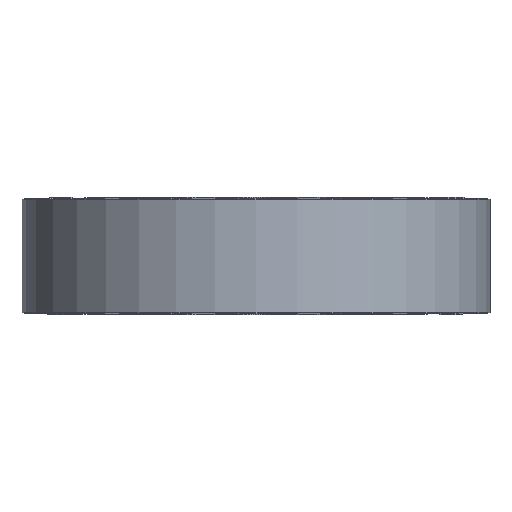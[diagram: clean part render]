
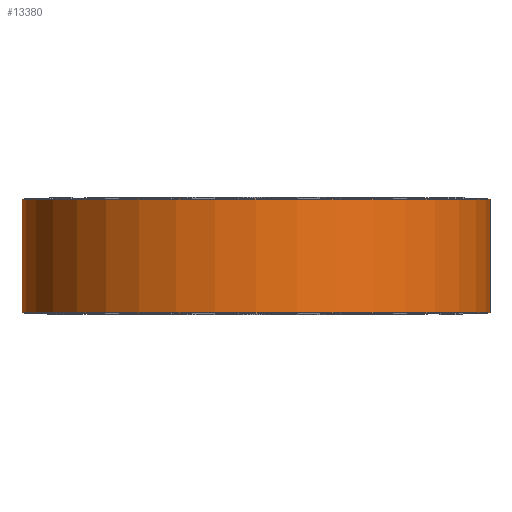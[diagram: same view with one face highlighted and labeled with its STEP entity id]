
A CAD part, front view. The second image highlights one B-rep face of the part: STEP entity #13380.
In plain terms, the highlighted cylindrical face has radius 50.8 mm (diameter 101.6 mm), a partial arc.
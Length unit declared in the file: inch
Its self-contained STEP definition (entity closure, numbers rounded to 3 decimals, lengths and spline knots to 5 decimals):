
#280 = CARTESIAN_POINT ( 'NONE',  ( 0., -2., -0.48691 ) ) ;
#524 = VECTOR ( 'NONE', #11587, 39.37008 ) ;
#708 = CARTESIAN_POINT ( 'NONE',  ( -2., 0., 0.48691 ) ) ;
#1076 = VERTEX_POINT ( 'NONE', #5041 ) ;
#1102 = CARTESIAN_POINT ( 'NONE',  ( 0., 0., 0.48691 ) ) ;
#1215 = CIRCLE ( 'NONE', #8989, 2. ) ;
#1347 = AXIS2_PLACEMENT_3D ( 'NONE', #1769, #12559, #6024 ) ;
#1761 = ORIENTED_EDGE ( 'NONE', *, *, #12326, .F. ) ;
#1769 = CARTESIAN_POINT ( 'NONE',  ( 0., 0., -0.48691 ) ) ;
#2141 = FACE_OUTER_BOUND ( 'NONE', #9684, .T. ) ;
#2177 = ORIENTED_EDGE ( 'NONE', *, *, #11890, .T. ) ;
#2250 = CARTESIAN_POINT ( 'NONE',  ( 0., 0., 0.48691 ) ) ;
#2510 = CIRCLE ( 'NONE', #7849, 2. ) ;
#2644 = ORIENTED_EDGE ( 'NONE', *, *, #3165, .F. ) ;
#3113 = CARTESIAN_POINT ( 'NONE',  ( 2., 0., 0.48691 ) ) ;
#3165 = EDGE_CURVE ( 'NONE', #3873, #7087, #5788, .T. ) ;
#3505 = DIRECTION ( 'NONE',  ( 0., 1., 0. ) ) ;
#3873 = VERTEX_POINT ( 'NONE', #6742 ) ;
#4026 = VERTEX_POINT ( 'NONE', #8253 ) ;
#4085 = LINE ( 'NONE', #8336, #524 ) ;
#4532 = DIRECTION ( 'NONE',  ( 0., 0., -1. ) ) ;
#4576 = CYLINDRICAL_SURFACE ( 'NONE', #13662, 2. ) ;
#4790 = DIRECTION ( 'NONE',  ( 0., 0., -1. ) ) ;
#5041 = CARTESIAN_POINT ( 'NONE',  ( 0., -2., 0.48691 ) ) ;
#5376 = ORIENTED_EDGE ( 'NONE', *, *, #7426, .T. ) ;
#5770 = LINE ( 'NONE', #8903, #10524 ) ;
#5788 = CIRCLE ( 'NONE', #1347, 2. ) ;
#6024 = DIRECTION ( 'NONE',  ( 0., 1., 0. ) ) ;
#6742 = CARTESIAN_POINT ( 'NONE',  ( 2., 0., -0.48691 ) ) ;
#7087 = VERTEX_POINT ( 'NONE', #280 ) ;
#7361 = DIRECTION ( 'NONE',  ( 0., 1., 0. ) ) ;
#7400 = VERTEX_POINT ( 'NONE', #3113 ) ;
#7426 = EDGE_CURVE ( 'NONE', #7400, #1076, #10271, .T. ) ;
#7849 = AXIS2_PLACEMENT_3D ( 'NONE', #2250, #12888, #3505 ) ;
#8253 = CARTESIAN_POINT ( 'NONE',  ( -2., 0., -0.48691 ) ) ;
#8336 = CARTESIAN_POINT ( 'NONE',  ( 2., 0., 0.5 ) ) ;
#8548 = EDGE_CURVE ( 'NONE', #7400, #3873, #4085, .T. ) ;
#8784 = CARTESIAN_POINT ( 'NONE',  ( 0., 0., -0.48691 ) ) ;
#8828 = DIRECTION ( 'NONE',  ( 0., 0., -1. ) ) ;
#8903 = CARTESIAN_POINT ( 'NONE',  ( -2., 0., 0.5 ) ) ;
#8989 = AXIS2_PLACEMENT_3D ( 'NONE', #8784, #4532, #12045 ) ;
#8998 = VERTEX_POINT ( 'NONE', #708 ) ;
#9684 = EDGE_LOOP ( 'NONE', ( #12418, #5376, #10941, #2177, #1761, #2644 ) ) ;
#10271 = CIRCLE ( 'NONE', #12507, 2. ) ;
#10487 = DIRECTION ( 'NONE',  ( 0., 0., -1. ) ) ;
#10524 = VECTOR ( 'NONE', #4790, 39.37008 ) ;
#10610 = EDGE_CURVE ( 'NONE', #1076, #8998, #2510, .T. ) ;
#10941 = ORIENTED_EDGE ( 'NONE', *, *, #10610, .T. ) ;
#11587 = DIRECTION ( 'NONE',  ( 0., 0., -1. ) ) ;
#11736 = CARTESIAN_POINT ( 'NONE',  ( 0., 0., 0.5 ) ) ;
#11890 = EDGE_CURVE ( 'NONE', #8998, #4026, #5770, .T. ) ;
#12045 = DIRECTION ( 'NONE',  ( 0., 1., 0. ) ) ;
#12326 = EDGE_CURVE ( 'NONE', #7087, #4026, #1215, .T. ) ;
#12418 = ORIENTED_EDGE ( 'NONE', *, *, #8548, .F. ) ;
#12507 = AXIS2_PLACEMENT_3D ( 'NONE', #1102, #10487, #7361 ) ;
#12559 = DIRECTION ( 'NONE',  ( 0., 0., -1. ) ) ;
#12888 = DIRECTION ( 'NONE',  ( 0., 0., -1. ) ) ;
#13058 = DIRECTION ( 'NONE',  ( -1., 0., 0. ) ) ;
#13380 = ADVANCED_FACE ( 'NONE', ( #2141 ), #4576, .T. ) ;
#13662 = AXIS2_PLACEMENT_3D ( 'NONE', #11736, #8828, #13058 ) ;
